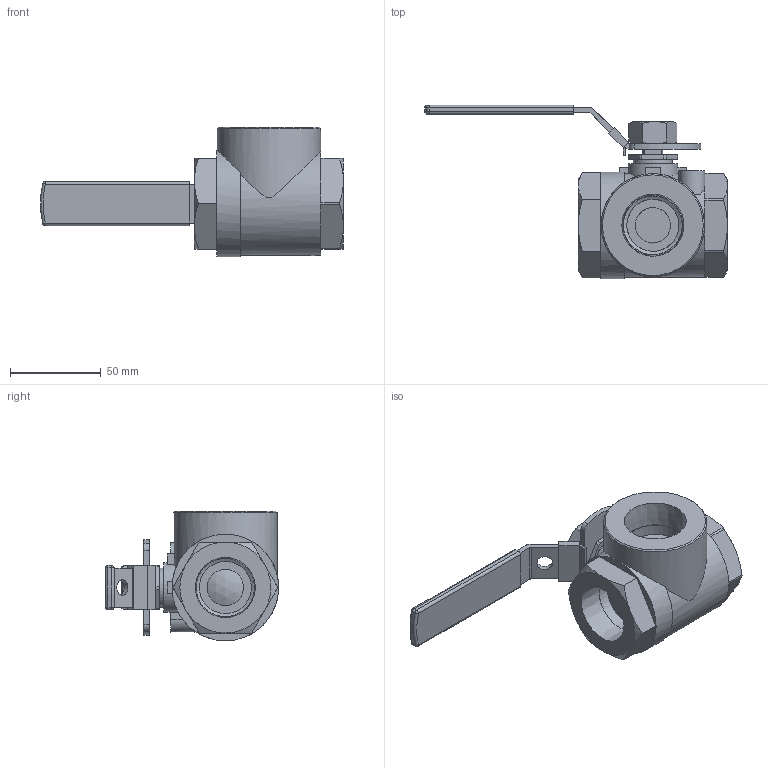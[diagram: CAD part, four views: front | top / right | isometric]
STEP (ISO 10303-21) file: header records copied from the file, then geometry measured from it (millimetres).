
FILE_DESCRIPTION(/* description */ ('Unknown'),/* implementation_level */ '2;1');
FILE_NAME(/* name */ 'DN25-Rev1',/* time_stamp */ '2021-05-07T13:10:48+08:00',/* author */ ('Unknown'),/* organization */ ('Unknown'),/* preprocessor_version */ 'ST-DEVELOPER v16.7',/* originating_system */ 'DEX',/* authorisation */ $);
FILE_SCHEMA (('AUTOMOTIVE_DESIGN {1 0 10303 214 3 1 1}'));
Length unit declared in the file: millimetre
Products named in the file (1): DN25-Rev1
Bounding box: 166.57 x 95.31 x 71.31 mm (x, y, z)
Volume: 208145.5 mm3; surface area: 48487.5 mm2
Topology: 1 solids, 1 shells, 256 faces, 658 edges, 419 vertices
Faces by surface type: plane 149, cylinder 53, cone 39, bspline 8, sphere 5, torus 2
Full cylindrical faces by diameter (mm): 4.826 x2, 8.58 x1, 12.155 x1, 14.3 x1, 19.5 x2, 20 x2, 21.45 x1, 27.17 x1, 28.6 x3, 32.318 x3, 56.843 x1, 58.63 x1
Entity records: 8251 total; most frequent: CARTESIAN_POINT 2311, ORIENTED_EDGE 1212, DIRECTION 1173, EDGE_CURVE 606, AXIS2_PLACEMENT_3D 409, VERTEX_POINT 405, LINE 355, VECTOR 355
